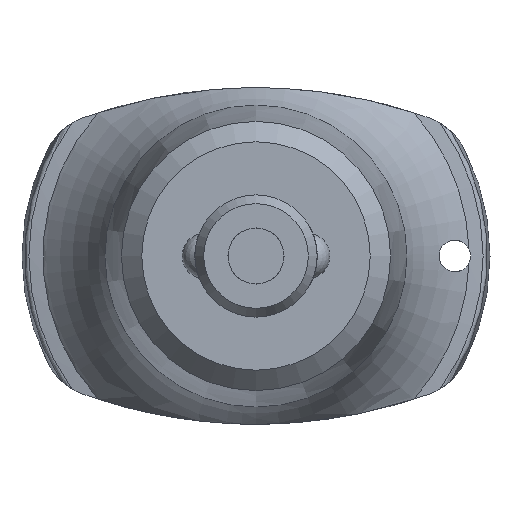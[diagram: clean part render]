
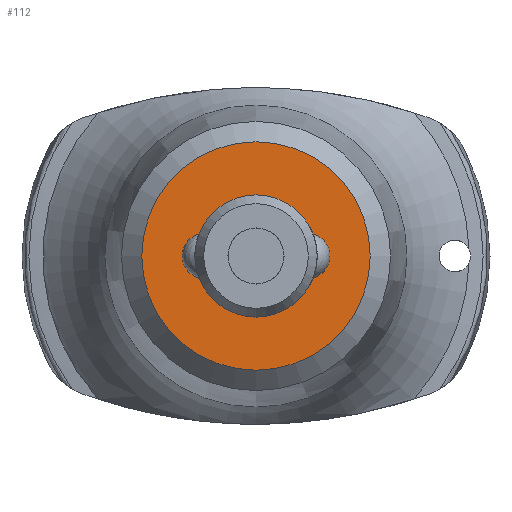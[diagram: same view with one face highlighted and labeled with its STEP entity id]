
A CAD part, front view. The second image highlights one B-rep face of the part: STEP entity #112.
In plain terms, the highlighted planar face has unit normal (0, -1, 0).
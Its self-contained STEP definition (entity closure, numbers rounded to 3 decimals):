
#112 = ADVANCED_FACE( '', ( #251, #252 ), #253, .T. );
#251 = FACE_OUTER_BOUND( '', #451, .T. );
#252 = FACE_BOUND( '', #452, .T. );
#253 = PLANE( '', #453 );
#451 = EDGE_LOOP( '', ( #697 ) );
#452 = EDGE_LOOP( '', ( #698 ) );
#453 = AXIS2_PLACEMENT_3D( '', #699, #700, #701 );
#697 = ORIENTED_EDGE( '', *, *, #908, .T. );
#698 = ORIENTED_EDGE( '', *, *, #935, .F. );
#699 = CARTESIAN_POINT( '', ( 2.75, 0., 0. ) );
#700 = DIRECTION( '', ( 0., -1., 0. ) );
#701 = DIRECTION( '', ( 0., 0., -1. ) );
#908 = EDGE_CURVE( '', #1072, #1072, #1073, .T. );
#935 = EDGE_CURVE( '', #1109, #1109, #1110, .T. );
#1072 = VERTEX_POINT( '', #1627 );
#1073 = CIRCLE( '', #1628, 11.2 );
#1109 = VERTEX_POINT( '', #1856 );
#1110 = CIRCLE( '', #1857, 6. );
#1627 = CARTESIAN_POINT( '', ( 0., 0., -11.2 ) );
#1628 = AXIS2_PLACEMENT_3D( '', #2164, #2165, #2166 );
#1856 = CARTESIAN_POINT( '', ( 0., 0., -6. ) );
#1857 = AXIS2_PLACEMENT_3D( '', #2188, #2189, #2190 );
#2164 = CARTESIAN_POINT( '', ( 0., 0., 0. ) );
#2165 = DIRECTION( '', ( 0., -1., 0. ) );
#2166 = DIRECTION( '', ( 0., 0., -1. ) );
#2188 = CARTESIAN_POINT( '', ( 0., 0., 0. ) );
#2189 = DIRECTION( '', ( 0., -1., 0. ) );
#2190 = DIRECTION( '', ( 0., 0., -1. ) );
